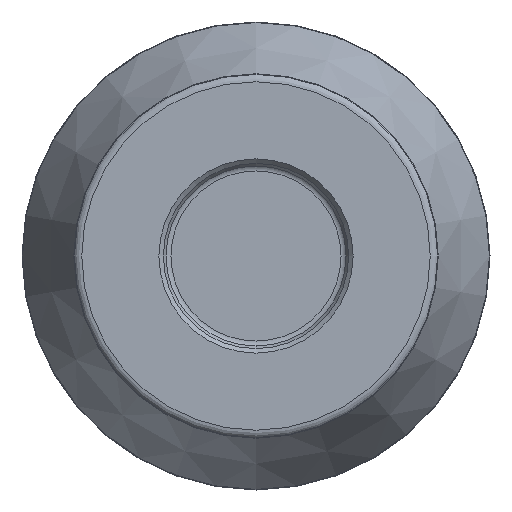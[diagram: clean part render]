
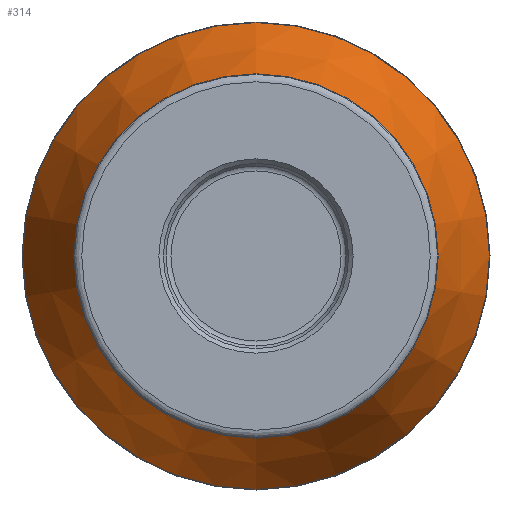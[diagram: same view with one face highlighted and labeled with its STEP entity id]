
A CAD part, left-side view. The second image highlights one B-rep face of the part: STEP entity #314.
In plain terms, the highlighted conical face has half-angle 25 degrees and reference radius 25.937 mm.
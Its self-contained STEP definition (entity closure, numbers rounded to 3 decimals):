
#79=FACE_BOUND('',#528,.T.);
#80=FACE_BOUND('',#529,.T.);
#153=CONICAL_SURFACE('',#1700,25.937,25.);
#314=ADVANCED_FACE('',(#79,#80),#153,.T.);
#528=EDGE_LOOP('',(#1025));
#529=EDGE_LOOP('',(#1026));
#613=CIRCLE('',#1697,25.937);
#614=CIRCLE('',#1699,20.245);
#1025=ORIENTED_EDGE('',*,*,#1404,.T.);
#1026=ORIENTED_EDGE('',*,*,#1403,.F.);
#1190=VERTEX_POINT('',#3173);
#1191=VERTEX_POINT('',#3176);
#1403=EDGE_CURVE('',#1190,#1190,#613,.T.);
#1404=EDGE_CURVE('',#1191,#1191,#614,.T.);
#1697=AXIS2_PLACEMENT_3D('',#3172,#2065,#2066);
#1699=AXIS2_PLACEMENT_3D('',#3175,#2069,#2070);
#1700=AXIS2_PLACEMENT_3D('',#3177,#2071,#2072);
#2065=DIRECTION('',(1.,0.,0.));
#2066=DIRECTION('',(0.,0.,1.));
#2069=DIRECTION('',(1.,0.,0.));
#2070=DIRECTION('',(0.,0.,1.));
#2071=DIRECTION('',(1.,0.,0.));
#2072=DIRECTION('',(0.,0.,-1.));
#3172=CARTESIAN_POINT('',(12.731,0.,0.));
#3173=CARTESIAN_POINT('',(12.731,0.,25.937));
#3175=CARTESIAN_POINT('',(0.526,0.,0.));
#3176=CARTESIAN_POINT('',(0.526,0.,20.245));
#3177=CARTESIAN_POINT('',(12.731,0.,0.));
